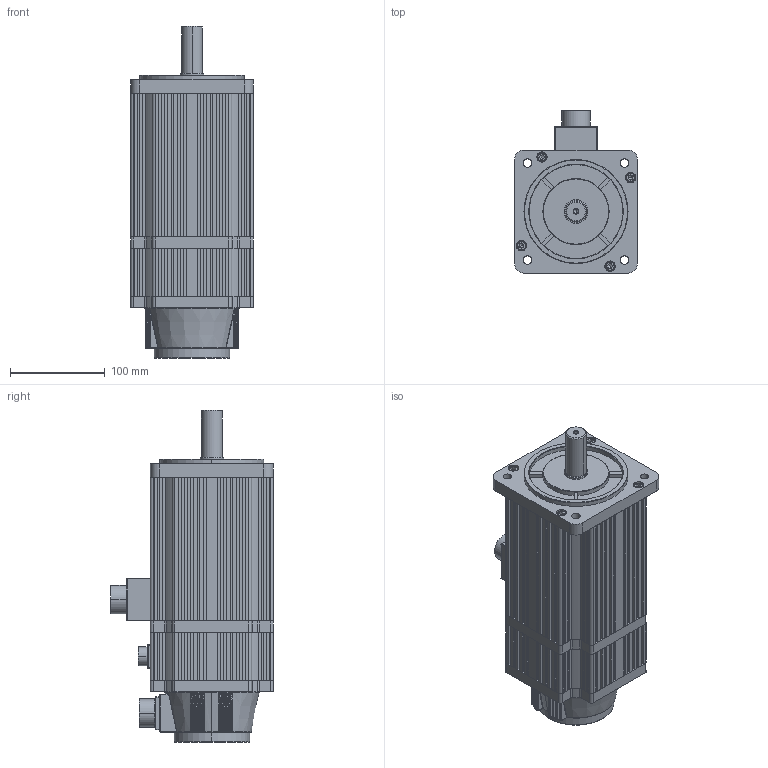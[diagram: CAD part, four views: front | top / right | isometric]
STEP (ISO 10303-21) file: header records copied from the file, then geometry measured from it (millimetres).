
FILE_DESCRIPTION (( 'STEP AP203' ), '1' );
FILE_NAME ('130SFM-C15025-3B1-Z.STEP', '2025-05-08T06:41:07', ( '¼¼Êõ03' ), ( 'HP Inc.' ), 'SwSTEP 2.0', 'SolidWorks 2020', '' );
FILE_SCHEMA (( 'CONFIG_CONTROL_DESIGN' ));
Length unit declared in the file: millimetre
Products named in the file (1): 130SFM-C15025-3B1-Z
Bounding box: 130 x 172 x 351 mm (x, y, z)
Volume: 4031105.1 mm3; surface area: 375238.3 mm2
Topology: 13 solids, 13 shells, 1343 faces, 3480 edges, 2104 vertices
Faces by surface type: plane 634, cylinder 335, bspline 142, torus 106, sphere 64, cone 62
Entity records: 45327 total; most frequent: CARTESIAN_POINT 13784, ORIENTED_EDGE 6732, DIRECTION 6331, EDGE_CURVE 3366, AXIS2_PLACEMENT_3D 2180, VERTEX_POINT 2104, VECTOR 1971, LINE 1971
